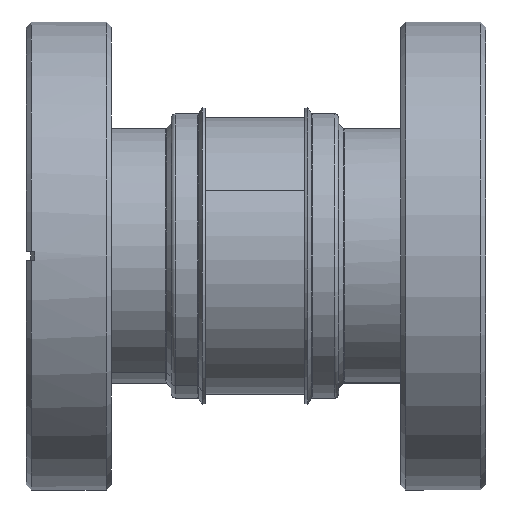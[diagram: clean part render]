
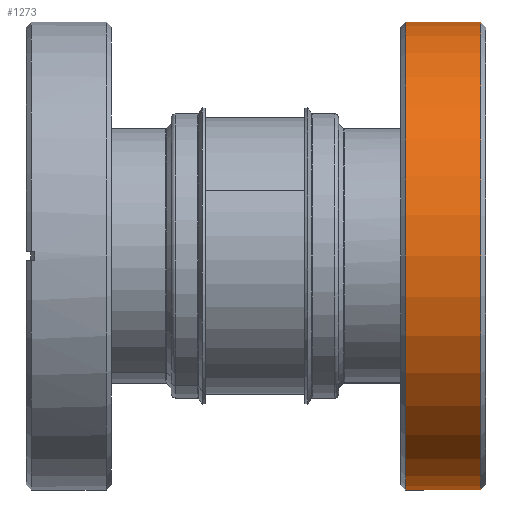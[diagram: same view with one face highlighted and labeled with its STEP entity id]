
A CAD part, left-side view. The second image highlights one B-rep face of the part: STEP entity #1273.
In plain terms, the highlighted cylindrical face has radius 34.925 mm (diameter 69.85 mm), a partial arc.
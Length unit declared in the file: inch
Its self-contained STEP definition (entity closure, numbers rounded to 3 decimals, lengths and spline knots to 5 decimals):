
#172 = DIRECTION ( 'NONE',  ( 0., -1., 0. ) ) ;
#231 = FACE_OUTER_BOUND ( 'NONE', #4452, .T. ) ;
#252 = DIRECTION ( 'NONE',  ( 0., -1., 0. ) ) ;
#304 = CARTESIAN_POINT ( 'NONE',  ( 0., -2.90312, 1.375 ) ) ;
#453 = EDGE_CURVE ( 'NONE', #1548, #3745, #857, .T. ) ;
#857 = CIRCLE ( 'NONE', #4240, 1.375 ) ;
#927 = LINE ( 'NONE', #1897, #1960 ) ;
#1016 = AXIS2_PLACEMENT_3D ( 'NONE', #3340, #252, #1637 ) ;
#1273 = ADVANCED_FACE ( 'NONE', ( #231 ), #3222, .T. ) ;
#1364 = CARTESIAN_POINT ( 'NONE',  ( 0., -3.34312, 1.375 ) ) ;
#1507 = LINE ( 'NONE', #1534, #2745 ) ;
#1534 = CARTESIAN_POINT ( 'NONE',  ( 0., -4.04624, 1.375 ) ) ;
#1548 = VERTEX_POINT ( 'NONE', #1364 ) ;
#1622 = CARTESIAN_POINT ( 'NONE',  ( 0., -3.34312, 0. ) ) ;
#1637 = DIRECTION ( 'NONE',  ( 0., 0., 1. ) ) ;
#1821 = VERTEX_POINT ( 'NONE', #3290 ) ;
#1825 = EDGE_CURVE ( 'NONE', #1821, #3745, #927, .T. ) ;
#1861 = CARTESIAN_POINT ( 'NONE',  ( 0., -3.34312, -1.375 ) ) ;
#1897 = CARTESIAN_POINT ( 'NONE',  ( 0., -4.04624, -1.375 ) ) ;
#1953 = ORIENTED_EDGE ( 'NONE', *, *, #3573, .T. ) ;
#1960 = VECTOR ( 'NONE', #4045, 39.37008 ) ;
#2312 = VERTEX_POINT ( 'NONE', #304 ) ;
#2615 = ORIENTED_EDGE ( 'NONE', *, *, #1825, .T. ) ;
#2636 = DIRECTION ( 'NONE',  ( 0., 0., 1. ) ) ;
#2745 = VECTOR ( 'NONE', #172, 39.37008 ) ;
#2972 = DIRECTION ( 'NONE',  ( 0., -1., 0. ) ) ;
#3222 = CYLINDRICAL_SURFACE ( 'NONE', #4279, 1.375 ) ;
#3275 = DIRECTION ( 'NONE',  ( 0., -1., 0. ) ) ;
#3290 = CARTESIAN_POINT ( 'NONE',  ( 0., -2.90312, -1.375 ) ) ;
#3340 = CARTESIAN_POINT ( 'NONE',  ( 0., -2.90312, 0. ) ) ;
#3368 = ORIENTED_EDGE ( 'NONE', *, *, #453, .F. ) ;
#3573 = EDGE_CURVE ( 'NONE', #2312, #1821, #3744, .T. ) ;
#3699 = ORIENTED_EDGE ( 'NONE', *, *, #3817, .F. ) ;
#3744 = CIRCLE ( 'NONE', #1016, 1.375 ) ;
#3745 = VERTEX_POINT ( 'NONE', #1861 ) ;
#3817 = EDGE_CURVE ( 'NONE', #2312, #1548, #1507, .T. ) ;
#4045 = DIRECTION ( 'NONE',  ( 0., -1., 0. ) ) ;
#4240 = AXIS2_PLACEMENT_3D ( 'NONE', #1622, #2972, #2636 ) ;
#4279 = AXIS2_PLACEMENT_3D ( 'NONE', #4296, #3275, #4344 ) ;
#4296 = CARTESIAN_POINT ( 'NONE',  ( 0., -4.04624, 0. ) ) ;
#4344 = DIRECTION ( 'NONE',  ( 0., 0., 1. ) ) ;
#4452 = EDGE_LOOP ( 'NONE', ( #1953, #2615, #3368, #3699 ) ) ;
